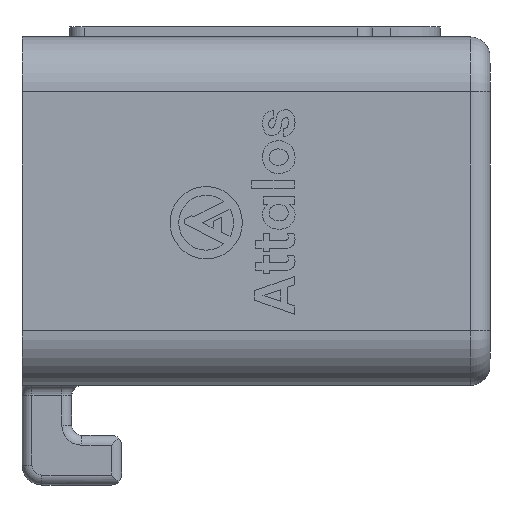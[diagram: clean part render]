
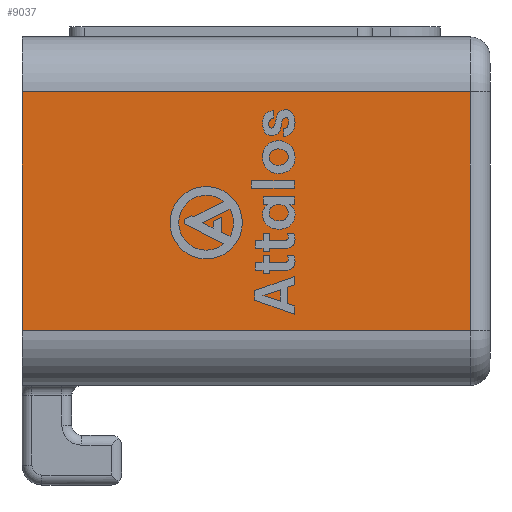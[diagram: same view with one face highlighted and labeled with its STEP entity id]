
A CAD part, left-side view. The second image highlights one B-rep face of the part: STEP entity #9037.
In plain terms, the highlighted planar face has unit normal (-1, 0, 0).
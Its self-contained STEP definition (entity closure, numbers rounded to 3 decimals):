
#353 = CARTESIAN_POINT ( 'NONE',  ( -2.5, 45., -3. ) ) ;
#1035 = DIRECTION ( 'NONE',  ( 0., 0., -1. ) ) ;
#1118 = CARTESIAN_POINT ( 'NONE',  ( -2.5, 0., -27. ) ) ;
#1153 = DIRECTION ( 'NONE',  ( 0., -1., 0. ) ) ;
#1640 = VERTEX_POINT ( 'NONE', #3055 ) ;
#1798 = LINE ( 'NONE', #353, #3480 ) ;
#1801 = CARTESIAN_POINT ( 'NONE',  ( -2.5, 0., -3. ) ) ;
#2046 = PLANE ( 'NONE',  #3847 ) ;
#2203 = EDGE_LOOP ( 'NONE', ( #10652, #7480, #3457, #7312 ) ) ;
#2873 = FACE_OUTER_BOUND ( 'NONE', #2203, .T. ) ;
#3055 = CARTESIAN_POINT ( 'NONE',  ( -2.5, 45., -27. ) ) ;
#3131 = VERTEX_POINT ( 'NONE', #11562 ) ;
#3457 = ORIENTED_EDGE ( 'NONE', *, *, #9516, .F. ) ;
#3480 = VECTOR ( 'NONE', #11657, 1000. ) ;
#3847 = AXIS2_PLACEMENT_3D ( 'NONE', #9238, #11018, #1035 ) ;
#4013 = VERTEX_POINT ( 'NONE', #1118 ) ;
#5854 = EDGE_CURVE ( 'NONE', #4013, #11475, #9804, .T. ) ;
#5876 = CARTESIAN_POINT ( 'NONE',  ( -2.5, 45., -3. ) ) ;
#6816 = LINE ( 'NONE', #5876, #8904 ) ;
#7095 = CARTESIAN_POINT ( 'NONE',  ( -2.5, 0., -3. ) ) ;
#7312 = ORIENTED_EDGE ( 'NONE', *, *, #10334, .F. ) ;
#7480 = ORIENTED_EDGE ( 'NONE', *, *, #5854, .T. ) ;
#8179 = CARTESIAN_POINT ( 'NONE',  ( -2.5, 45., -27. ) ) ;
#8904 = VECTOR ( 'NONE', #11188, 1000. ) ;
#9037 = ADVANCED_FACE ( 'NONE', ( #2873 ), #2046, .F. ) ;
#9238 = CARTESIAN_POINT ( 'NONE',  ( -2.5, 45., -3. ) ) ;
#9516 = EDGE_CURVE ( 'NONE', #3131, #11475, #1798, .T. ) ;
#9804 = LINE ( 'NONE', #7095, #11648 ) ;
#10164 = EDGE_CURVE ( 'NONE', #1640, #4013, #10910, .T. ) ;
#10334 = EDGE_CURVE ( 'NONE', #1640, #3131, #6816, .T. ) ;
#10652 = ORIENTED_EDGE ( 'NONE', *, *, #10164, .T. ) ;
#10910 = LINE ( 'NONE', #8179, #11174 ) ;
#11018 = DIRECTION ( 'NONE',  ( 1., 0., 0. ) ) ;
#11174 = VECTOR ( 'NONE', #1153, 1000. ) ;
#11188 = DIRECTION ( 'NONE',  ( 0., 0., 1. ) ) ;
#11475 = VERTEX_POINT ( 'NONE', #1801 ) ;
#11562 = CARTESIAN_POINT ( 'NONE',  ( -2.5, 45., -3. ) ) ;
#11641 = DIRECTION ( 'NONE',  ( 0., 0., 1. ) ) ;
#11648 = VECTOR ( 'NONE', #11641, 1000. ) ;
#11657 = DIRECTION ( 'NONE',  ( 0., -1., 0. ) ) ;
